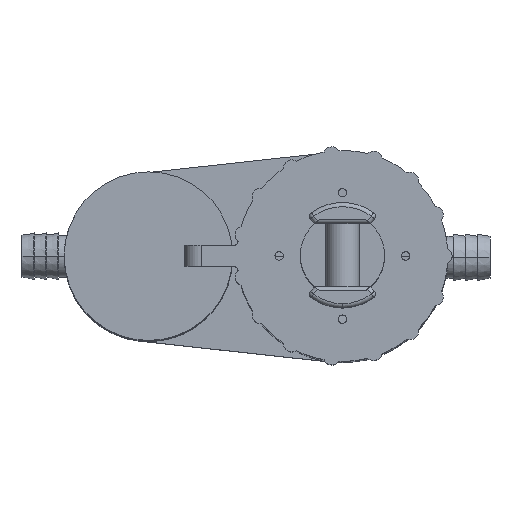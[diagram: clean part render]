
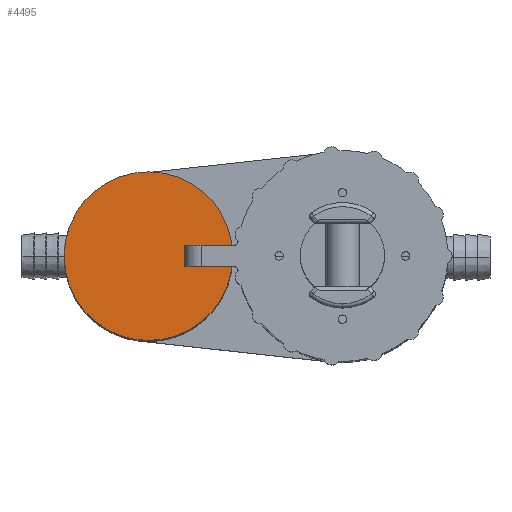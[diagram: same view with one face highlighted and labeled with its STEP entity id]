
A CAD part, top view. The second image highlights one B-rep face of the part: STEP entity #4495.
In plain terms, the highlighted planar face has unit normal (0, 0, 1).
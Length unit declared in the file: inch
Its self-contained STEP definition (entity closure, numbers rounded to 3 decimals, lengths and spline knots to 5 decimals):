
#252 = DIRECTION ( 'NONE',  ( 0., 0., -1. ) ) ;
#316 = AXIS2_PLACEMENT_3D ( 'NONE', #4087, #6913, #4687 ) ;
#673 = AXIS2_PLACEMENT_3D ( 'NONE', #729, #252, #4696 ) ;
#729 = CARTESIAN_POINT ( 'NONE',  ( -1.81102, 0., 6.69291 ) ) ;
#1006 = VERTEX_POINT ( 'NONE', #6836 ) ;
#1256 = CIRCLE ( 'NONE', #7309, 0.7874 ) ;
#1719 = ORIENTED_EDGE ( 'NONE', *, *, #3395, .F. ) ;
#1925 = CIRCLE ( 'NONE', #673, 0.7874 ) ;
#2875 = PLANE ( 'NONE',  #316 ) ;
#3157 = DIRECTION ( 'NONE',  ( 0., 0., -1. ) ) ;
#3395 = EDGE_CURVE ( 'NONE', #1006, #4966, #1256, .T. ) ;
#4056 = EDGE_CURVE ( 'NONE', #4966, #1006, #1925, .T. ) ;
#4087 = CARTESIAN_POINT ( 'NONE',  ( -1.81102, 0., 6.69291 ) ) ;
#4495 = ADVANCED_FACE ( 'NONE', ( #6721 ), #2875, .F. ) ;
#4687 = DIRECTION ( 'NONE',  ( -1., 0., 0. ) ) ;
#4696 = DIRECTION ( 'NONE',  ( 1., 0., 0. ) ) ;
#4910 = DIRECTION ( 'NONE',  ( 1., 0., 0. ) ) ;
#4966 = VERTEX_POINT ( 'NONE', #7202 ) ;
#5322 = EDGE_LOOP ( 'NONE', ( #1719, #6137 ) ) ;
#6025 = CARTESIAN_POINT ( 'NONE',  ( -1.81102, 0., 6.69291 ) ) ;
#6137 = ORIENTED_EDGE ( 'NONE', *, *, #4056, .F. ) ;
#6721 = FACE_OUTER_BOUND ( 'NONE', #5322, .T. ) ;
#6836 = CARTESIAN_POINT ( 'NONE',  ( -2.59843, 0., 6.69291 ) ) ;
#6913 = DIRECTION ( 'NONE',  ( 0., 0., -1. ) ) ;
#7202 = CARTESIAN_POINT ( 'NONE',  ( -1.02362, 0., 6.69291 ) ) ;
#7309 = AXIS2_PLACEMENT_3D ( 'NONE', #6025, #3157, #4910 ) ;
